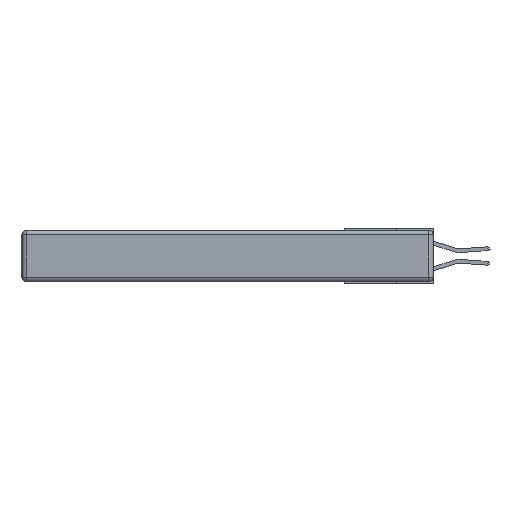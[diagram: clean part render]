
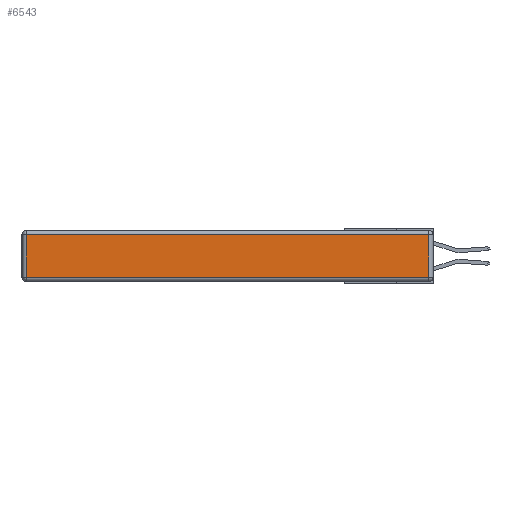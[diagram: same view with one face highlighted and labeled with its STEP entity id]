
A CAD part, left-side view. The second image highlights one B-rep face of the part: STEP entity #6543.
In plain terms, the highlighted planar face has unit normal (-1, 0, 0).
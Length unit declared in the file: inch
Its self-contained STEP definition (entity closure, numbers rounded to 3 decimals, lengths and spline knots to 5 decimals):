
#763 = AXIS2_PLACEMENT_3D ( 'NONE', #11242, #10924, #9435 ) ;
#803 = CARTESIAN_POINT ( 'NONE',  ( 0., 2.72, -0.313 ) ) ;
#1432 = VERTEX_POINT ( 'NONE', #7583 ) ;
#2134 = VECTOR ( 'NONE', #10389, 39.37008 ) ;
#2416 = VECTOR ( 'NONE', #4299, 39.37008 ) ;
#4089 = LINE ( 'NONE', #14187, #2134 ) ;
#4299 = DIRECTION ( 'NONE',  ( 0., 1., 0. ) ) ;
#4640 = EDGE_CURVE ( 'NONE', #10730, #1432, #5811, .T. ) ;
#5676 = EDGE_CURVE ( 'NONE', #15925, #20716, #16945, .T. ) ;
#5811 = LINE ( 'NONE', #22220, #7499 ) ;
#6123 = DIRECTION ( 'NONE',  ( 0., 0., 1. ) ) ;
#6543 = ADVANCED_FACE ( 'NONE', ( #19741 ), #18304, .T. ) ;
#7333 = ORIENTED_EDGE ( 'NONE', *, *, #9050, .T. ) ;
#7499 = VECTOR ( 'NONE', #13075, 39.37008 ) ;
#7583 = CARTESIAN_POINT ( 'NONE',  ( 0., 0.03, -0.313 ) ) ;
#9050 = EDGE_CURVE ( 'NONE', #1432, #15925, #12449, .T. ) ;
#9435 = DIRECTION ( 'NONE',  ( 0., 0., 1. ) ) ;
#9639 = VECTOR ( 'NONE', #6123, 39.37008 ) ;
#10389 = DIRECTION ( 'NONE',  ( 0., 0., -1. ) ) ;
#10730 = VERTEX_POINT ( 'NONE', #803 ) ;
#10923 = CARTESIAN_POINT ( 'NONE',  ( 0., 0.03, -0.03 ) ) ;
#10924 = DIRECTION ( 'NONE',  ( -1., 0., 0. ) ) ;
#11242 = CARTESIAN_POINT ( 'NONE',  ( 0., 0., -0.343 ) ) ;
#11414 = ORIENTED_EDGE ( 'NONE', *, *, #19866, .T. ) ;
#11458 = CARTESIAN_POINT ( 'NONE',  ( 0., 0.03, -0.343 ) ) ;
#12449 = LINE ( 'NONE', #11458, #9639 ) ;
#13075 = DIRECTION ( 'NONE',  ( 0., -1., 0. ) ) ;
#13230 = EDGE_LOOP ( 'NONE', ( #18505, #7333, #20826, #11414 ) ) ;
#13760 = CARTESIAN_POINT ( 'NONE',  ( 0., 2.72, -0.03 ) ) ;
#14187 = CARTESIAN_POINT ( 'NONE',  ( 0., 2.72, -0.343 ) ) ;
#15925 = VERTEX_POINT ( 'NONE', #10923 ) ;
#16945 = LINE ( 'NONE', #20254, #2416 ) ;
#18304 = PLANE ( 'NONE',  #763 ) ;
#18505 = ORIENTED_EDGE ( 'NONE', *, *, #4640, .T. ) ;
#19741 = FACE_OUTER_BOUND ( 'NONE', #13230, .T. ) ;
#19866 = EDGE_CURVE ( 'NONE', #20716, #10730, #4089, .T. ) ;
#20254 = CARTESIAN_POINT ( 'NONE',  ( 0., 2.75, -0.03 ) ) ;
#20716 = VERTEX_POINT ( 'NONE', #13760 ) ;
#20826 = ORIENTED_EDGE ( 'NONE', *, *, #5676, .T. ) ;
#22220 = CARTESIAN_POINT ( 'NONE',  ( 0., 0., -0.313 ) ) ;
